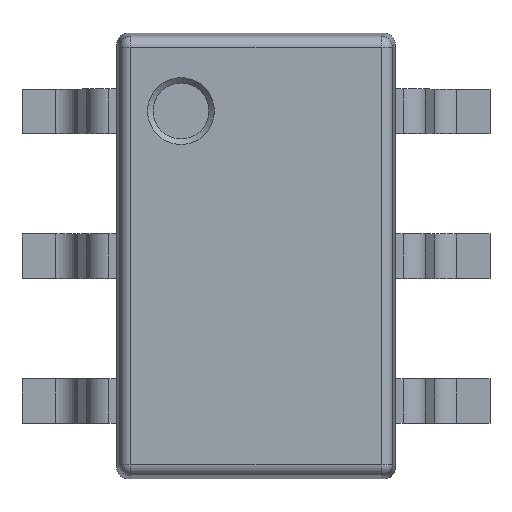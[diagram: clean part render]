
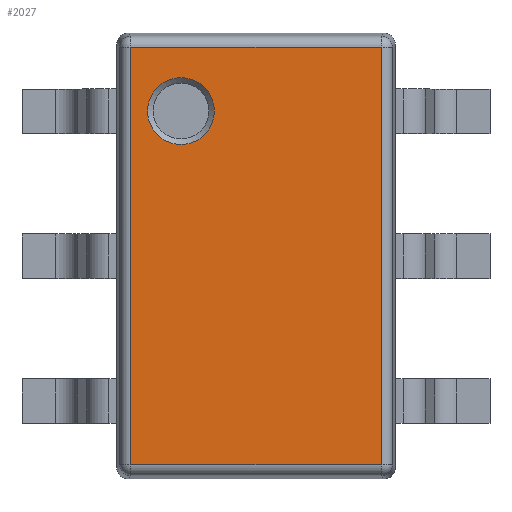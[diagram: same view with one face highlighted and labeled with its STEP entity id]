
A CAD part, top view. The second image highlights one B-rep face of the part: STEP entity #2027.
In plain terms, the highlighted planar face has unit normal (0, 0, 1).
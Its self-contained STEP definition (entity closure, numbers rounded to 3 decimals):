
#14=FACE_BOUND('',#262,.T.);
#24=PLANE('',#2169);
#144=FACE_OUTER_BOUND('',#261,.T.);
#261=EDGE_LOOP('',(#1441,#1442,#1443,#1444));
#262=EDGE_LOOP('',(#1445));
#428=LINE('',#3134,#638);
#429=LINE('',#3136,#639);
#430=LINE('',#3138,#640);
#431=LINE('',#3139,#641);
#638=VECTOR('',#2467,1000.);
#639=VECTOR('',#2468,1000.);
#640=VECTOR('',#2469,1000.);
#641=VECTOR('',#2470,1000.);
#787=CIRCLE('',#2147,0.15);
#878=VERTEX_POINT('',#2985);
#940=VERTEX_POINT('',#3132);
#941=VERTEX_POINT('',#3133);
#942=VERTEX_POINT('',#3135);
#943=VERTEX_POINT('',#3137);
#1066=EDGE_CURVE('',#878,#878,#787,.T.);
#1137=EDGE_CURVE('',#940,#941,#428,.T.);
#1138=EDGE_CURVE('',#941,#942,#429,.T.);
#1139=EDGE_CURVE('',#942,#943,#430,.T.);
#1140=EDGE_CURVE('',#943,#940,#431,.T.);
#1441=ORIENTED_EDGE('',*,*,#1137,.T.);
#1442=ORIENTED_EDGE('',*,*,#1138,.T.);
#1443=ORIENTED_EDGE('',*,*,#1139,.T.);
#1444=ORIENTED_EDGE('',*,*,#1140,.T.);
#1445=ORIENTED_EDGE('',*,*,#1066,.T.);
#2027=ADVANCED_FACE('',(#144,#14),#24,.T.);
#2147=AXIS2_PLACEMENT_3D('',#2987,#2360,#2361);
#2169=AXIS2_PLACEMENT_3D('',#3131,#2465,#2466);
#2360=DIRECTION('center_axis',(0.,0.,-1.));
#2361=DIRECTION('ref_axis',(0.,-1.,0.));
#2465=DIRECTION('center_axis',(0.,0.,1.));
#2466=DIRECTION('ref_axis',(0.,-1.,0.));
#2467=DIRECTION('',(0.,1.,0.));
#2468=DIRECTION('',(-1.,0.,0.));
#2469=DIRECTION('',(0.,-1.,0.));
#2470=DIRECTION('',(1.,0.,0.));
#2985=CARTESIAN_POINT('',(-0.337,0.8,0.99));
#2987=CARTESIAN_POINT('Origin',(-0.337,0.65,0.99));
#3131=CARTESIAN_POINT('Origin',(-0.625,1.,0.99));
#3132=CARTESIAN_POINT('',(0.562,-0.936,0.99));
#3133=CARTESIAN_POINT('',(0.562,0.937,0.99));
#3134=CARTESIAN_POINT('',(0.562,0.983,0.99));
#3135=CARTESIAN_POINT('',(-0.562,0.937,0.99));
#3136=CARTESIAN_POINT('',(-0.608,0.937,0.99));
#3137=CARTESIAN_POINT('',(-0.562,-0.936,0.99));
#3138=CARTESIAN_POINT('',(-0.562,-0.982,0.99));
#3139=CARTESIAN_POINT('',(0.608,-0.936,0.99));
